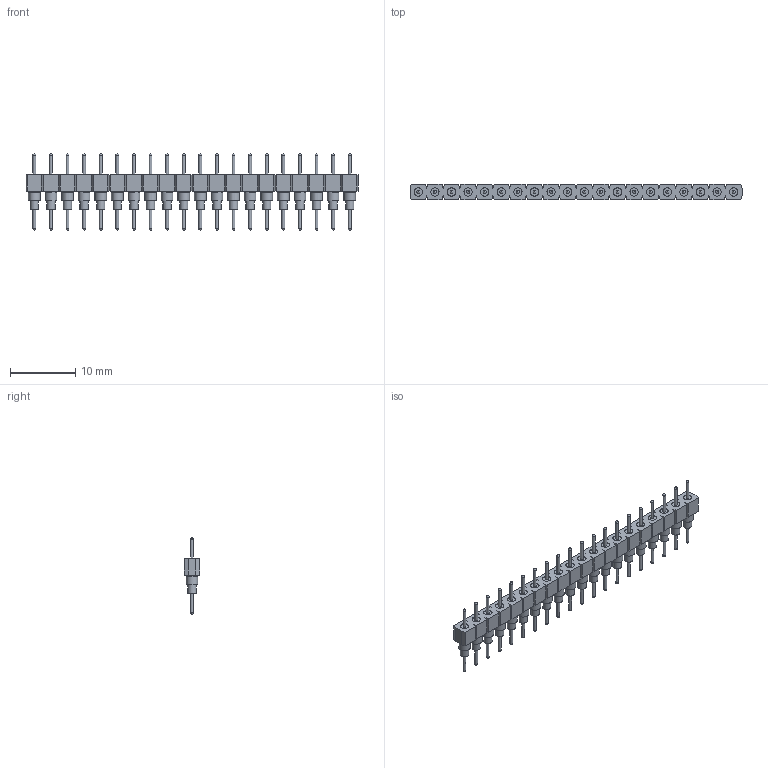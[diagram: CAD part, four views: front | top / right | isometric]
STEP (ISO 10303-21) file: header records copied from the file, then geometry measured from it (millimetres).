
FILE_DESCRIPTION(('FreeCAD Model'),'2;1');
FILE_NAME('Open CASCADE Shape Model','2025-01-12T11:54:16',(''),(''), 'Open CASCADE STEP processor 7.8','FreeCAD','Unknown');
FILE_SCHEMA(('AUTOMOTIVE_DESIGN { 1 0 10303 214 1 1 1 1 }'));
Length unit declared in the file: millimetre
Products named in the file (21): BBS-120-G-A_pins019; BBS-120-G-A_socket; BBS-120-G-A_pins; BBS-120-G-A_pins001; BBS-120-G-A_pins002; BBS-120-G-A_pins003; BBS-120-G-A_pins004; BBS-120-G-A_pins005; BBS-120-G-A_pins006; BBS-120-G-A_pins007; BBS-120-G-A_pins008; BBS-120-G-A_pins009; BBS-120-G-A_pins010; BBS-120-G-A_pins011; BBS-120-G-A_pins012; BBS-120-G-A_pins013; BBS-120-G-A_pins014; BBS-120-G-A_pins015; BBS-120-G-A_pins016; BBS-120-G-A_pins017; BBS-120-G-A_pins018
Bounding box: 50.8 x 2.44 x 11.68 mm (x, y, z)
Volume: 424 mm3; surface area: 1491.6 mm2
Topology: 21 solids, 21 shells, 364 faces, 866 edges, 584 vertices
Faces by surface type: plane 204, cylinder 120, sphere 40
Full cylindrical faces by diameter (mm): 0.457 x40, 1.27 x60, 1.778 x20
Entity records: 10872 total; most frequent: CARTESIAN_POINT 2095, DIRECTION 1696, ORIENTED_EDGE 1652, EDGE_CURVE 826, AXIS2_PLACEMENT_3D 665, VERTEX_POINT 584, FACE_BOUND 484, EDGE_LOOP 484
